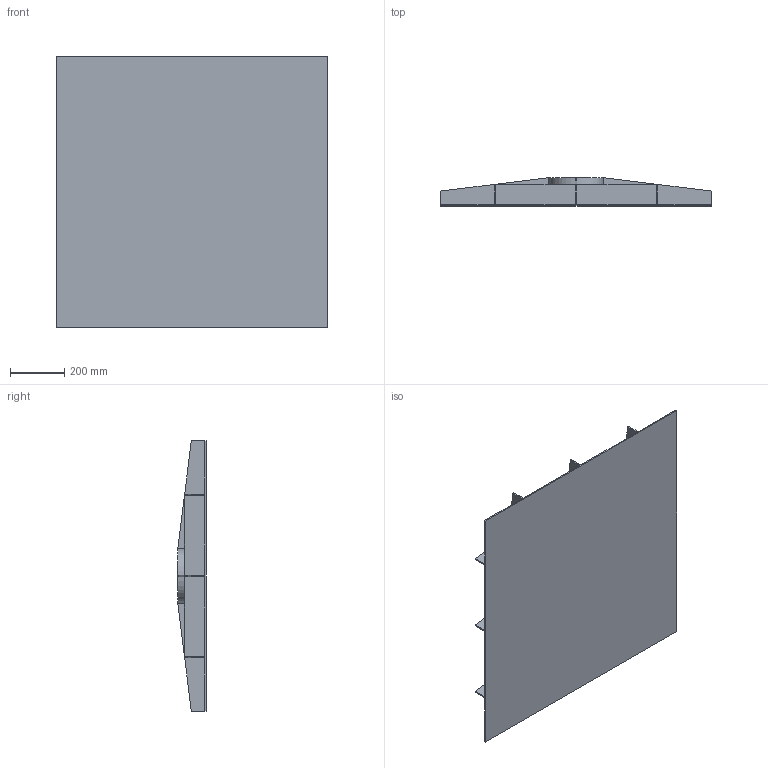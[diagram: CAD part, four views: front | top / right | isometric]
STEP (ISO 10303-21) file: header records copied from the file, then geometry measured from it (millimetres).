
FILE_DESCRIPTION (( 'STEP AP214' ), '1' );
FILE_NAME ('Plosca.STEP', '2020-11-11T16:41:23', ( '' ), ( '' ), 'SwSTEP 2.0', 'SolidWorks 2020', '' );
FILE_SCHEMA (( 'AUTOMOTIVE_DESIGN' ));
Length unit declared in the file: millimetre
Products named in the file (1): Plosca
Bounding box: 1000 x 105 x 1000 mm (x, y, z)
Volume: 10028443.9 mm3; surface area: 2879933.2 mm2
Topology: 1 solids, 1 shells, 81 faces, 226 edges, 148 vertices
Faces by surface type: plane 75, cylinder 6
Entity records: 2582 total; most frequent: CARTESIAN_POINT 456, ORIENTED_EDGE 452, DIRECTION 402, EDGE_CURVE 226, LINE 214, VECTOR 214, VERTEX_POINT 148, AXIS2_PLACEMENT_3D 94
